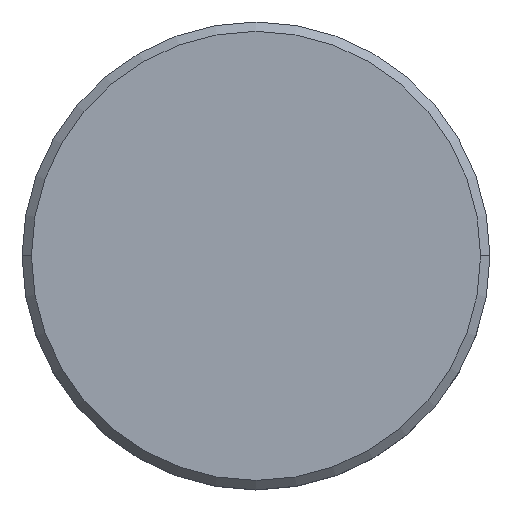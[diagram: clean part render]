
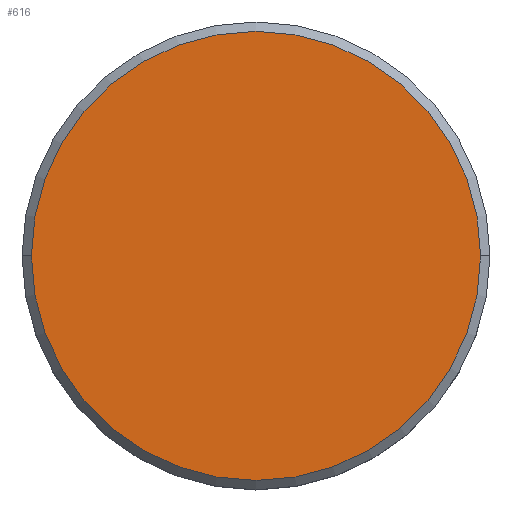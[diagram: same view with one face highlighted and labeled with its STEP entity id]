
A CAD part, top view. The second image highlights one B-rep face of the part: STEP entity #616.
In plain terms, the highlighted planar face has unit normal (0, 0, 1).
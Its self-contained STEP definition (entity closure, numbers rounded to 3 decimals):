
#18 = FACE_OUTER_BOUND ( 'NONE', #444, .T. ) ;
#83 = CARTESIAN_POINT ( 'NONE',  ( 0., 0., 0. ) ) ;
#150 = ORIENTED_EDGE ( 'NONE', *, *, #820, .T. ) ;
#162 = CIRCLE ( 'NONE', #710, 12. ) ;
#193 = CARTESIAN_POINT ( 'NONE',  ( -12., 0., 0. ) ) ;
#230 = ORIENTED_EDGE ( 'NONE', *, *, #1085, .T. ) ;
#231 = DIRECTION ( 'NONE',  ( 0., 0., 1. ) ) ;
#240 = VERTEX_POINT ( 'NONE', #193 ) ;
#283 = AXIS2_PLACEMENT_3D ( 'NONE', #768, #231, #407 ) ;
#407 = DIRECTION ( 'NONE',  ( 1., 0., 0. ) ) ;
#444 = EDGE_LOOP ( 'NONE', ( #230, #150 ) ) ;
#475 = DIRECTION ( 'NONE',  ( 1., 0., 0. ) ) ;
#565 = CARTESIAN_POINT ( 'NONE',  ( 0., 0., 0. ) ) ;
#616 = ADVANCED_FACE ( 'NONE', ( #18 ), #1055, .T. ) ;
#710 = AXIS2_PLACEMENT_3D ( 'NONE', #83, #1090, #900 ) ;
#749 = CIRCLE ( 'NONE', #283, 12. ) ;
#768 = CARTESIAN_POINT ( 'NONE',  ( 0., 0., 0. ) ) ;
#787 = DIRECTION ( 'NONE',  ( 0., 0., 1. ) ) ;
#820 = EDGE_CURVE ( 'NONE', #1003, #240, #162, .T. ) ;
#900 = DIRECTION ( 'NONE',  ( 1., 0., 0. ) ) ;
#987 = AXIS2_PLACEMENT_3D ( 'NONE', #565, #787, #475 ) ;
#1003 = VERTEX_POINT ( 'NONE', #1012 ) ;
#1012 = CARTESIAN_POINT ( 'NONE',  ( 12., 0., 0. ) ) ;
#1055 = PLANE ( 'NONE',  #987 ) ;
#1085 = EDGE_CURVE ( 'NONE', #240, #1003, #749, .T. ) ;
#1090 = DIRECTION ( 'NONE',  ( 0., 0., 1. ) ) ;
